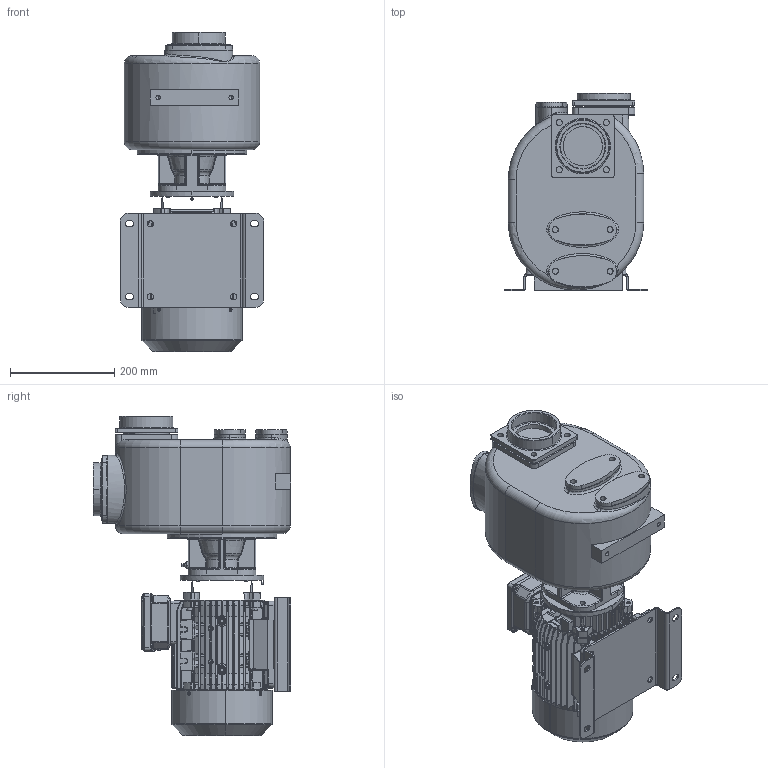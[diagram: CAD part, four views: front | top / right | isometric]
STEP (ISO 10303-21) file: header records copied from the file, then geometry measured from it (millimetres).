
FILE_DESCRIPTION((''),'2;1');
FILE_NAME('S_80_T','2017-07-26T',('Nicola'),(''),'CREO PARAMETRIC BY PTC INC, 2017020','CREO PARAMETRIC BY PTC INC, 2017020','');
FILE_SCHEMA(('CONFIG_CONTROL_DESIGN'));
Products named in the file (1): S_80_T
Bounding box: 275 x 379 x 612.75 mm (x, y, z)
Volume: 22271123.4 mm3; surface area: 1268921 mm2
Topology: 3 solids, 3 shells, 5843 faces, 15648 edges, 9748 vertices
Faces by surface type: cylinder 1949, plane 1855, bspline 980, cone 630, torus 282, extrusion 86, sphere 61
Entity records: 288887 total; most frequent: CARTESIAN_POINT 153838, ORIENTED_EDGE 30918, DIRECTION 24114, EDGE_CURVE 15459, VERTEX_POINT 9740, AXIS2_PLACEMENT_3D 9041, EDGE_LOOP 6305, VECTOR 6032
